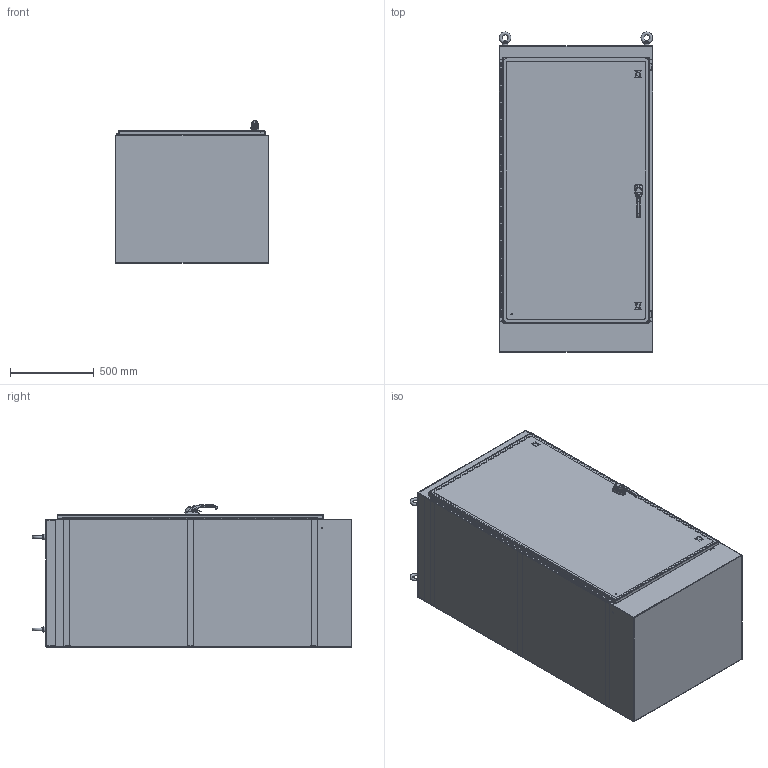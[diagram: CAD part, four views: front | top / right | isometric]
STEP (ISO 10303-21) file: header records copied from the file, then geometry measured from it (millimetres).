
FILE_DESCRIPTION (( 'STEP AP214' ), '1' );
FILE_NAME ('WA723630SSFSN43PT.STEP', '2023-08-16T20:11:16', ( '' ), ( '' ), 'SwSTEP 2.0', 'SolidWorks 2021', '' );
FILE_SCHEMA (( 'AUTOMOTIVE_DESIGN' ));
Length unit declared in the file: inch
Products named in the file (1): WA723630SSFSN43PT
Bounding box: 918.02 x 1913.71 x 850.28 mm (x, y, z)
Volume: 21821298.7 mm3; surface area: 17628912.5 mm2
Topology: 69 solids, 69 shells, 2618 faces, 6490 edges, 4013 vertices
Faces by surface type: plane 1055, cylinder 846, bspline 364, torus 177, cone 118, sphere 58
Full cylindrical faces by diameter (mm): 3 x1, 3.048 x1, 3.1 x2, 3.15 x1, 3.5 x1, 3.9 x1, 4.2 x2, 4.5 x2, 4.763 x4, 5 x3, 5.4 x3, 5.69 x4, 6 x3, 6.128 x2, 6.172 x2, 6.337 x6, 6.35 x10, 6.41 x2, 6.655 x16, 7.112 x3, 7.144 x2, 7.61 x5, 7.937 x2, 8 x1, 8.2 x1, 8.56 x2, 9.525 x2, 10 x2, 10.16 x4, 10.2 x2
Entity records: 125238 total; most frequent: CARTESIAN_POINT 66839, ORIENTED_EDGE 12206, DIRECTION 11103, EDGE_CURVE 6103, AXIS2_PLACEMENT_3D 4115, VERTEX_POINT 3908, EDGE_LOOP 3037, VECTOR 2873
